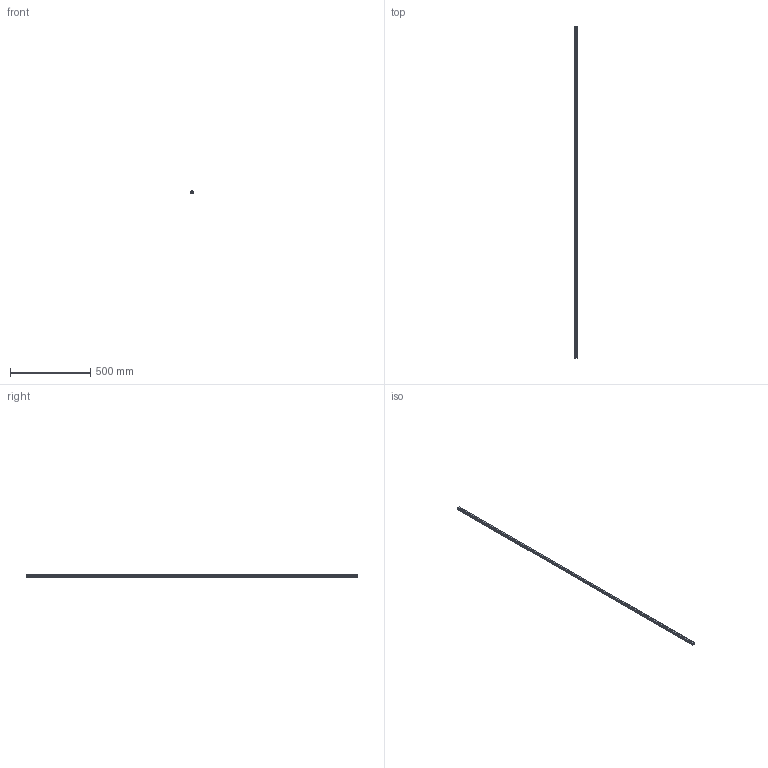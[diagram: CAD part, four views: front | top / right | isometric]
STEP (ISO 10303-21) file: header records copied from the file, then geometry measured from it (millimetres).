
FILE_DESCRIPTION(('STEP AP214'),'1');
FILE_NAME('cctmp_C1A4BD2A-7043-4896-A267-586544DF7D57_2021_01_19_11_22_34_0585..stp','2021-01-19T10:22:34',('HIWIN GmbH'),('CADClick - www.CADClick.com'),'Spatial InterOp 3D',' ','unknown authorization');
FILE_SCHEMA(('AUTOMOTIVE_DESIGN'));
Length unit declared in the file: millimetre
Products named in the file (1): HGR15T2070C_FILE
Bounding box: 15 x 2070 x 15 mm (x, y, z)
Volume: 388500.9 mm3; surface area: 131477.2 mm2
Topology: 1 solids, 1 shells, 255 faces, 677 edges, 393 vertices
Faces by surface type: cylinder 96, plane 89, cone 70
Entity records: 9417 total; most frequent: DIRECTION 1311, CARTESIAN_POINT 1256, ORIENTED_EDGE 1214, EDGE_CURVE 607, AXIS2_PLACEMENT_3D 448, LINE 415, VECTOR 415, VERTEX_POINT 393
